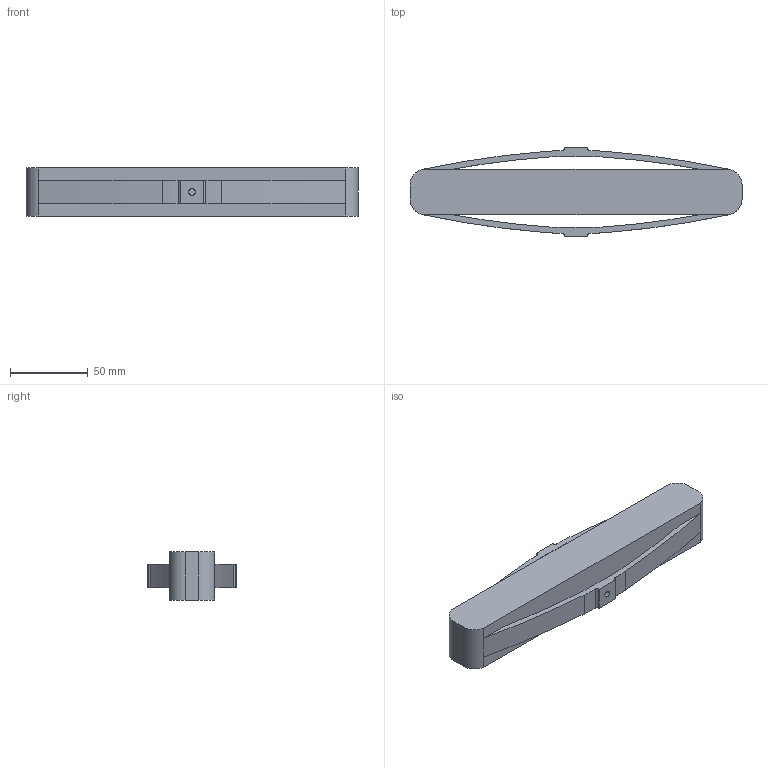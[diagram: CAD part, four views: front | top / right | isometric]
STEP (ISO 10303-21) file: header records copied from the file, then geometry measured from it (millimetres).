
FILE_DESCRIPTION (( 'STEP AP214' ), '1' );
FILE_NAME ('037414-ICD-02.STEP', '2023-11-20T10:41:32', ( '' ), ( '' ), 'SwSTEP 2.0', 'SolidWorks 2021', '' );
FILE_SCHEMA (( 'AUTOMOTIVE_DESIGN' ));
Length unit declared in the file: millimetre
Products named in the file (2): 001691; 037414-ICD-02
Assembly tree (1 placements, depth 2):
  037414-ICD-02
    001691
Bounding box: 214.16 x 57 x 31 mm (x, y, z)
Volume: 211644.1 mm3; surface area: 39579.4 mm2
Topology: 1 solids, 1 shells, 44 faces, 132 edges, 86 vertices
Faces by surface type: cylinder 26, plane 18
Full cylindrical faces by diameter (mm): 4.2 x2
Entity records: 1576 total; most frequent: DIRECTION 276, CARTESIAN_POINT 260, ORIENTED_EDGE 256, EDGE_CURVE 128, AXIS2_PLACEMENT_3D 100, VERTEX_POINT 84, LINE 76, VECTOR 76
